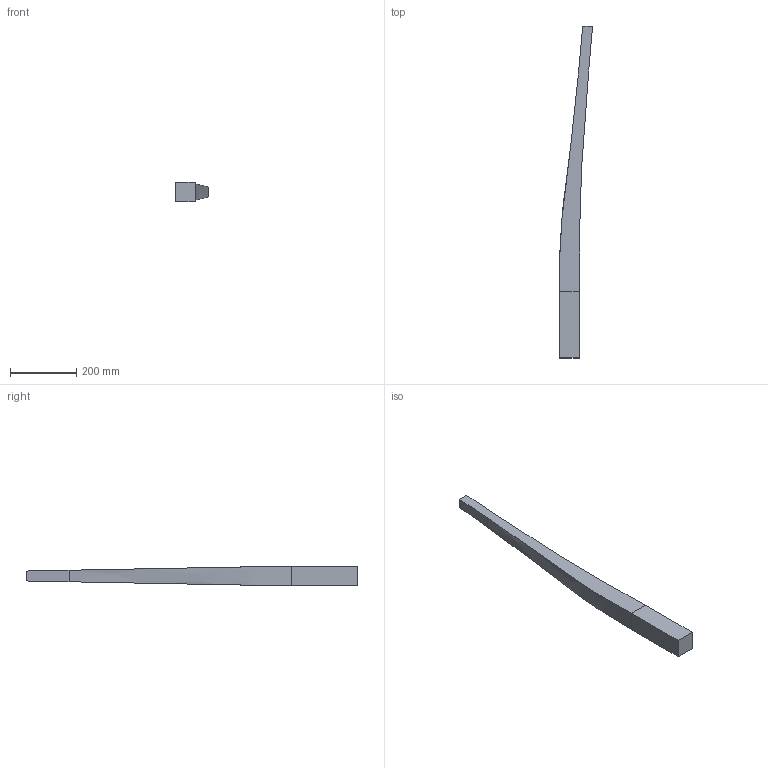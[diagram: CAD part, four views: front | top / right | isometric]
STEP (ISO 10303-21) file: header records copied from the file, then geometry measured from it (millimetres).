
FILE_DESCRIPTION(('CATIA V5 STEP Exchange'),'2;1');
FILE_NAME('Pinne2.stp','2016-11-23T16:36:55+00:00',('none'),('none'),'CATIA Version 5 Release 19 SP 2 (IN-10)','CATIA V5 STEP AP203','none');
FILE_SCHEMA(('CONFIG_CONTROL_DESIGN'));
Length unit declared in the file: millimetre
Products named in the file (1): Pinne
Bounding box: 100 x 1000 x 60 mm (x, y, z)
Volume: 2332062.1 mm3; surface area: 192871.9 mm2
Topology: 1 solids, 1 shells, 12 faces, 26 edges, 16 vertices
Faces by surface type: plane 10, extrusion 2
Entity records: 382 total; most frequent: CARTESIAN_POINT 85, ORIENTED_EDGE 52, DIRECTION 44, EDGE_CURVE 26, VECTOR 24, LINE 22, VERTEX_POINT 16, ADVANCED_FACE 12
